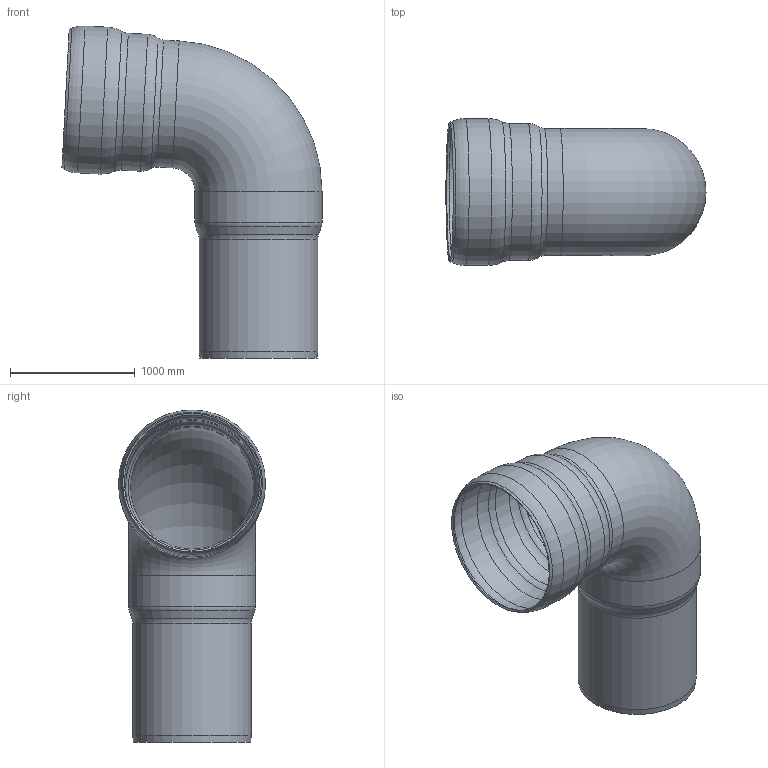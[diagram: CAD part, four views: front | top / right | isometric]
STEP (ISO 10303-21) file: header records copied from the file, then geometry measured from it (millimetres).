
FILE_DESCRIPTION(/* description */ (''),/* implementation_level */ '2;1');
FILE_NAME(/* name */ '03009.100X_3D.stp',/* time_stamp */ '2024-12-11T13:29:51+01:00',/* author */ ('CAD'),/* organization */ (''),/* preprocessor_version */ 'ST-DEVELOPER v20',/* originating_system */ 'AutoCAD Mechanical',/* authorisation */ '');
FILE_SCHEMA (('AUTOMOTIVE_DESIGN { 1 0 10303 214 3 1 1 }'));
Length unit declared in the file: centimetre
Products named in the file (2): Product; *S0
Assembly tree (1 placements, depth 2):
  Product
    *S0
Bounding box: 2087.03 x 1180 x 2663.72 mm (x, y, z)
Volume: 157255764.4 mm3; surface area: 21157908.1 mm2
Topology: 2 solids, 2 shells, 36 faces, 92 edges, 58 vertices
Faces by surface type: torus 16, cylinder 10, cone 8, plane 2
Full cylindrical faces by diameter (mm): 920 x1, 950 x1, 990 x2, 1020 x2, 1070 x1, 1100 x1, 1150 x1, 1180 x1
Entity records: 1180 total; most frequent: DIRECTION 244, CARTESIAN_POINT 189, ORIENTED_EDGE 184, AXIS2_PLACEMENT_3D 113, EDGE_CURVE 92, CIRCLE 74, VERTEX_POINT 58, EDGE_LOOP 38
